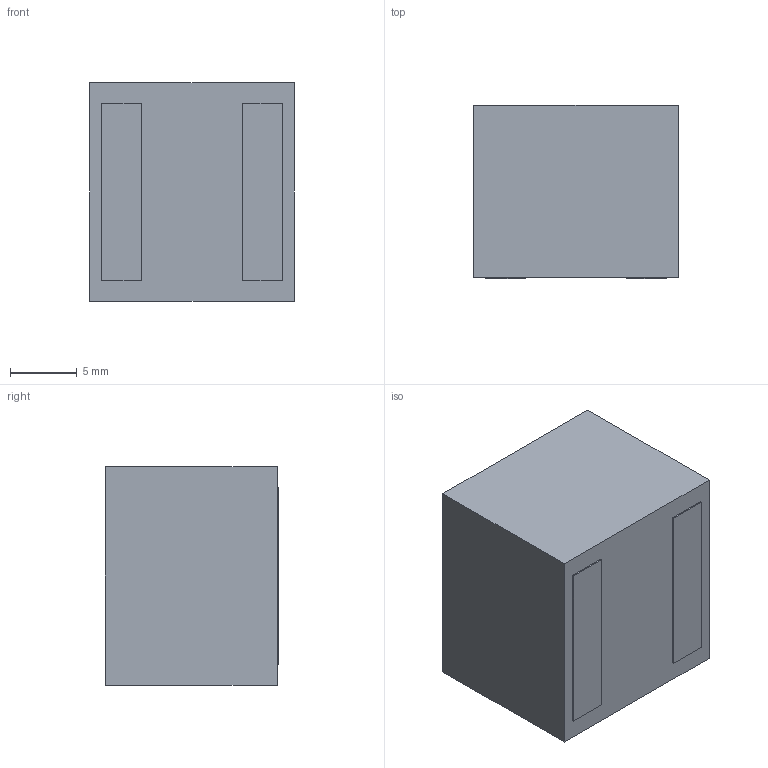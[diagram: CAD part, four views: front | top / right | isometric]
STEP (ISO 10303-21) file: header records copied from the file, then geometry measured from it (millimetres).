
FILE_DESCRIPTION (( 'STEP AP214' ), '1' );
FILE_NAME ('Coilcraft-XAL1513-153.STEP', '2014-06-13T19:25:05', ( 'Windows User' ), ( '' ), 'SwSTEP 2.0', 'SolidWorks 2014', '' );
FILE_SCHEMA (( 'AUTOMOTIVE_DESIGN' ));
Length unit declared in the file: millimetre
Products named in the file (1): Coilcraft-XAL1513-153
Bounding box: 15.4 x 13 x 16.4 mm (x, y, z)
Surface area: 1332.2 mm2 (no closed solid volume)
Topology: 0 solids, 1 shells, 87 faces, 197 edges, 117 vertices
Faces by surface type: bspline 46, plane 41
Entity records: 5132 total; most frequent: CARTESIAN_POINT 2553, ORIENTED_EDGE 390, EDGE_CURVE 197, DIRECTION 187, VERTEX_POINT 117, VECTOR 103, LINE 103, B_SPLINE_CURVE_WITH_KNOTS 94
